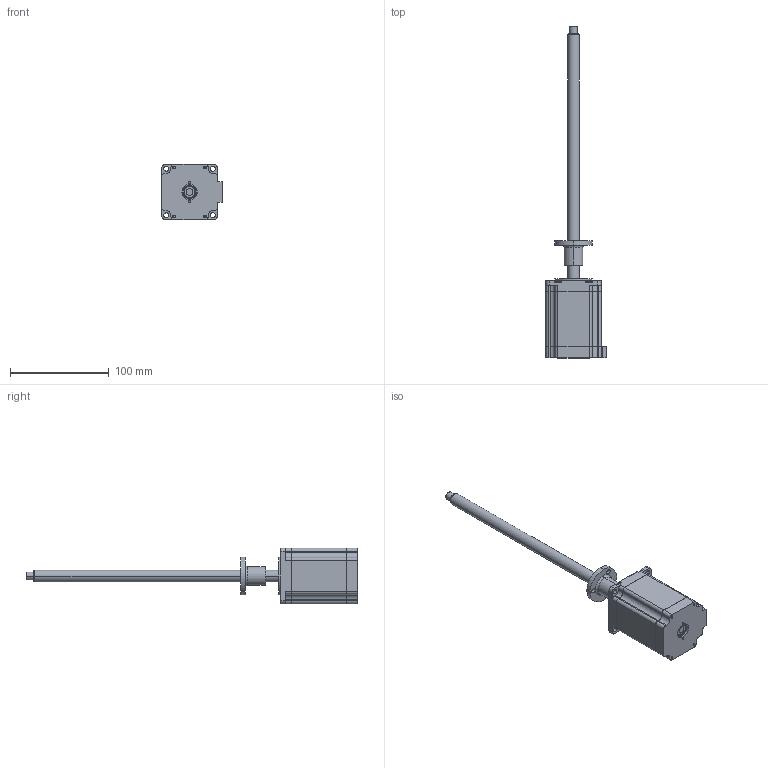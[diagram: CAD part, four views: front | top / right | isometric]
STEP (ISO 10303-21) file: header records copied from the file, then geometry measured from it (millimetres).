
FILE_DESCRIPTION (( 'STEP AP203' ), '1' );
FILE_NAME ('LE23AS-T1202-250-AR6-S-150.STEP', '2018-11-20T02:12:55', ( 'Sky123.Org' ), ( 'Sky123.Org' ), 'SwSTEP 2.0', 'SolidWorks 2014', '' );
FILE_SCHEMA (( 'CONFIG_CONTROL_DESIGN' ));
Length unit declared in the file: millimetre
Products named in the file (1): LE23AS-T1202-250-AR6-S-150
Bounding box: 61.2 x 336.5 x 56.2 mm (x, y, z)
Surface area: 45214.5 mm2 (no closed solid volume)
Topology: 0 solids, 25 shells, 354 faces, 1121 edges, 766 vertices
Faces by surface type: plane 164, cylinder 106, cone 70, sphere 8, torus 6
Entity records: 12784 total; most frequent: CARTESIAN_POINT 2773, DIRECTION 2143, ORIENTED_EDGE 1856, EDGE_CURVE 1121, VERTEX_POINT 766, AXIS2_PLACEMENT_3D 754, VECTOR 635, LINE 635
